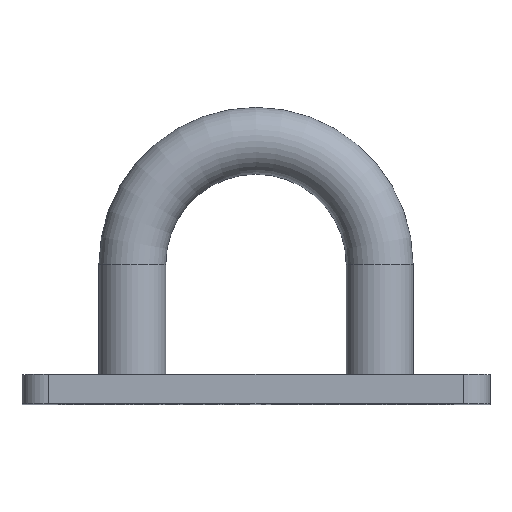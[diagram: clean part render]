
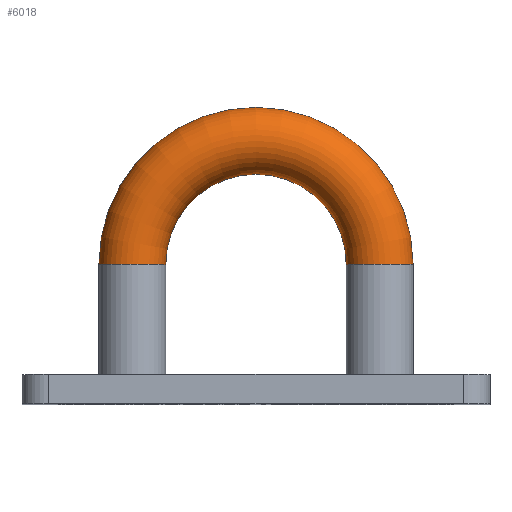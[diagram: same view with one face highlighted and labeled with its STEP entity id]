
A CAD part, top view. The second image highlights one B-rep face of the part: STEP entity #6018.
In plain terms, the highlighted toroidal (fillet/blend) face has major radius 9.25 mm and minor radius 2.5 mm.
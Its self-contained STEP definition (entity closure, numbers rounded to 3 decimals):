
#272 = CARTESIAN_POINT ( 'NONE',  ( 9.25, 10.45, 0. ) ) ;
#327 = CARTESIAN_POINT ( 'NONE',  ( -6.75, 10.45, 0. ) ) ;
#852 = EDGE_CURVE ( 'NONE', #14447, #9418, #8525, .T. ) ;
#954 = DIRECTION ( 'NONE',  ( 0., -1., 0. ) ) ;
#1455 = DIRECTION ( 'NONE',  ( -1., 0., 0. ) ) ;
#1603 = CIRCLE ( 'NONE', #9125, 2.5 ) ;
#1727 = ORIENTED_EDGE ( 'NONE', *, *, #11919, .F. ) ;
#2893 = EDGE_LOOP ( 'NONE', ( #5520, #1727, #13261, #14021 ) ) ;
#4843 = AXIS2_PLACEMENT_3D ( 'NONE', #7645, #954, #8626 ) ;
#5333 = AXIS2_PLACEMENT_3D ( 'NONE', #12273, #7677, #11167 ) ;
#5520 = ORIENTED_EDGE ( 'NONE', *, *, #852, .F. ) ;
#5938 = DIRECTION ( 'NONE',  ( -1., 0., 0. ) ) ;
#5974 = CIRCLE ( 'NONE', #4843, 2.5 ) ;
#5991 = DIRECTION ( 'NONE',  ( 0., 0., -1. ) ) ;
#6018 = ADVANCED_FACE ( 'NONE', ( #8601 ), #10903, .T. ) ;
#6084 = CARTESIAN_POINT ( 'NONE',  ( 0., 10.45, 0. ) ) ;
#6870 = VERTEX_POINT ( 'NONE', #327 ) ;
#7034 = EDGE_CURVE ( 'NONE', #12329, #9418, #1603, .T. ) ;
#7044 = DIRECTION ( 'NONE',  ( 0., 1., 0. ) ) ;
#7381 = DIRECTION ( 'NONE',  ( 0., 0., -1. ) ) ;
#7482 = EDGE_CURVE ( 'NONE', #6870, #12329, #7699, .T. ) ;
#7645 = CARTESIAN_POINT ( 'NONE',  ( -9.25, 10.45, 0. ) ) ;
#7677 = DIRECTION ( 'NONE',  ( 0., 0., -1. ) ) ;
#7699 = CIRCLE ( 'NONE', #11966, 6.75 ) ;
#7723 = AXIS2_PLACEMENT_3D ( 'NONE', #6084, #5991, #5938 ) ;
#7983 = CARTESIAN_POINT ( 'NONE',  ( 0., 10.45, 0. ) ) ;
#8456 = CARTESIAN_POINT ( 'NONE',  ( 6.75, 10.45, 0. ) ) ;
#8525 = CIRCLE ( 'NONE', #5333, 11.75 ) ;
#8601 = FACE_OUTER_BOUND ( 'NONE', #2893, .T. ) ;
#8626 = DIRECTION ( 'NONE',  ( 0., 0., -1. ) ) ;
#8797 = CARTESIAN_POINT ( 'NONE',  ( -11.75, 10.45, 0. ) ) ;
#9125 = AXIS2_PLACEMENT_3D ( 'NONE', #272, #7044, #12657 ) ;
#9418 = VERTEX_POINT ( 'NONE', #10149 ) ;
#10149 = CARTESIAN_POINT ( 'NONE',  ( 11.75, 10.45, 0. ) ) ;
#10903 = TOROIDAL_SURFACE ( 'NONE', #7723, 9.25, 2.5 ) ;
#11167 = DIRECTION ( 'NONE',  ( -1., 0., 0. ) ) ;
#11919 = EDGE_CURVE ( 'NONE', #6870, #14447, #5974, .T. ) ;
#11966 = AXIS2_PLACEMENT_3D ( 'NONE', #7983, #7381, #1455 ) ;
#12273 = CARTESIAN_POINT ( 'NONE',  ( 0., 10.45, 0. ) ) ;
#12329 = VERTEX_POINT ( 'NONE', #8456 ) ;
#12657 = DIRECTION ( 'NONE',  ( 0., 0., -1. ) ) ;
#13261 = ORIENTED_EDGE ( 'NONE', *, *, #7482, .T. ) ;
#14021 = ORIENTED_EDGE ( 'NONE', *, *, #7034, .T. ) ;
#14447 = VERTEX_POINT ( 'NONE', #8797 ) ;
